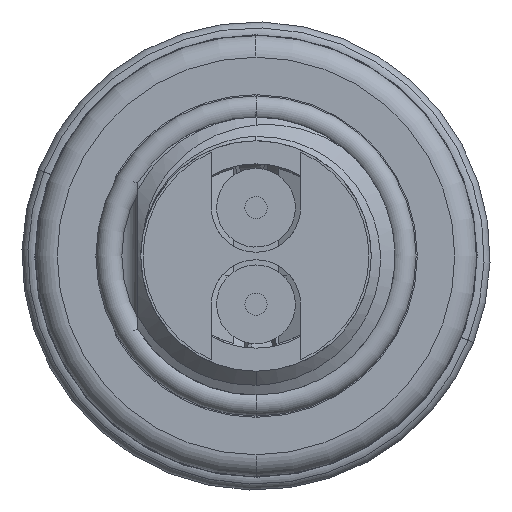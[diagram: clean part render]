
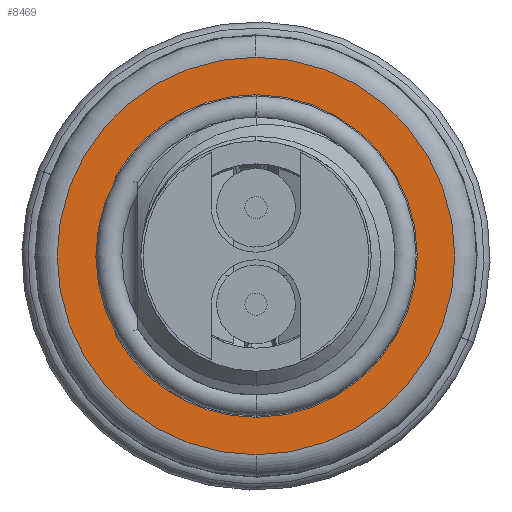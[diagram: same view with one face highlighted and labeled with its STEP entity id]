
A CAD part, front view. The second image highlights one B-rep face of the part: STEP entity #8469.
In plain terms, the highlighted face is planar.
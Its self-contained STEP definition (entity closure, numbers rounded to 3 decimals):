
#275 = CARTESIAN_POINT ( 'NONE',  ( 0., 1.143, 0. ) ) ;
#365 = CARTESIAN_POINT ( 'NONE',  ( 0., 1.143, 0. ) ) ;
#390 = CARTESIAN_POINT ( 'NONE',  ( 0., 1.143, -5.512 ) ) ;
#408 = CARTESIAN_POINT ( 'NONE',  ( 0., 1.143, -6.795 ) ) ;
#483 = CARTESIAN_POINT ( 'NONE',  ( 0., 1.143, 0. ) ) ;
#787 = ORIENTED_EDGE ( 'NONE', *, *, #8338, .T. ) ;
#1157 = LINE ( 'NONE', #12282, #11136 ) ;
#1245 = DIRECTION ( 'NONE',  ( 0., 0., -1. ) ) ;
#1294 = FACE_BOUND ( 'NONE', #7899, .T. ) ;
#1334 = CIRCLE ( 'NONE', #8018, 5.512 ) ;
#1353 = DIRECTION ( 'NONE',  ( 0., 0., -1. ) ) ;
#1478 = DIRECTION ( 'NONE',  ( 0., 0., -1. ) ) ;
#1964 = AXIS2_PLACEMENT_3D ( 'NONE', #7853, #2068, #8814 ) ;
#2043 = ORIENTED_EDGE ( 'NONE', *, *, #3569, .T. ) ;
#2068 = DIRECTION ( 'NONE',  ( 0., -1., 0. ) ) ;
#2192 = VERTEX_POINT ( 'NONE', #10685 ) ;
#2609 = DIRECTION ( 'NONE',  ( 0., 0., 1. ) ) ;
#3031 = CARTESIAN_POINT ( 'NONE',  ( 4.801, 1.143, 2.708 ) ) ;
#3569 = EDGE_CURVE ( 'NONE', #2192, #8995, #7830, .T. ) ;
#3700 = EDGE_LOOP ( 'NONE', ( #6793, #2043 ) ) ;
#3808 = VERTEX_POINT ( 'NONE', #11218 ) ;
#3917 = AXIS2_PLACEMENT_3D ( 'NONE', #365, #7132, #1353 ) ;
#3970 = AXIS2_PLACEMENT_3D ( 'NONE', #483, #7258, #1478 ) ;
#4245 = PLANE ( 'NONE',  #12353 ) ;
#4444 = VERTEX_POINT ( 'NONE', #3031 ) ;
#4462 = DIRECTION ( 'NONE',  ( 0., 1., 0. ) ) ;
#4751 = ORIENTED_EDGE ( 'NONE', *, *, #6709, .T. ) ;
#4817 = CIRCLE ( 'NONE', #3970, 5.512 ) ;
#5227 = DIRECTION ( 'NONE',  ( 0., -1., 0. ) ) ;
#5808 = ORIENTED_EDGE ( 'NONE', *, *, #5907, .T. ) ;
#5907 = EDGE_CURVE ( 'NONE', #8492, #3808, #4817, .T. ) ;
#5970 = EDGE_CURVE ( 'NONE', #8995, #2192, #6477, .T. ) ;
#6477 = CIRCLE ( 'NONE', #7868, 6.795 ) ;
#6709 = EDGE_CURVE ( 'NONE', #10946, #8492, #1334, .T. ) ;
#6793 = ORIENTED_EDGE ( 'NONE', *, *, #5970, .T. ) ;
#7048 = DIRECTION ( 'NONE',  ( 0., -1., 0. ) ) ;
#7132 = DIRECTION ( 'NONE',  ( 0., 1., 0. ) ) ;
#7258 = DIRECTION ( 'NONE',  ( 0., -1., 0. ) ) ;
#7458 = ORIENTED_EDGE ( 'NONE', *, *, #9167, .T. ) ;
#7830 = CIRCLE ( 'NONE', #3917, 6.795 ) ;
#7853 = CARTESIAN_POINT ( 'NONE',  ( 0., 1.143, 0. ) ) ;
#7868 = AXIS2_PLACEMENT_3D ( 'NONE', #10264, #4462, #11228 ) ;
#7899 = EDGE_LOOP ( 'NONE', ( #787, #4751, #5808, #7458 ) ) ;
#7915 = CARTESIAN_POINT ( 'NONE',  ( 0., 1.143, 5.512 ) ) ;
#8018 = AXIS2_PLACEMENT_3D ( 'NONE', #275, #7048, #1245 ) ;
#8338 = EDGE_CURVE ( 'NONE', #4444, #10946, #10835, .T. ) ;
#8469 = ADVANCED_FACE ( 'NONE', ( #8707, #1294 ), #4245, .F. ) ;
#8492 = VERTEX_POINT ( 'NONE', #390 ) ;
#8707 = FACE_OUTER_BOUND ( 'NONE', #3700, .T. ) ;
#8814 = DIRECTION ( 'NONE',  ( 0., 0., -1. ) ) ;
#8995 = VERTEX_POINT ( 'NONE', #408 ) ;
#9167 = EDGE_CURVE ( 'NONE', #3808, #4444, #1157, .T. ) ;
#10264 = CARTESIAN_POINT ( 'NONE',  ( 0., 1.143, 0. ) ) ;
#10685 = CARTESIAN_POINT ( 'NONE',  ( 0., 1.143, 6.795 ) ) ;
#10835 = CIRCLE ( 'NONE', #1964, 5.512 ) ;
#10931 = CARTESIAN_POINT ( 'NONE',  ( -4.75, 1.143, 0. ) ) ;
#10946 = VERTEX_POINT ( 'NONE', #7915 ) ;
#11136 = VECTOR ( 'NONE', #2609, 1000. ) ;
#11218 = CARTESIAN_POINT ( 'NONE',  ( 4.801, 1.143, -2.708 ) ) ;
#11228 = DIRECTION ( 'NONE',  ( 0., 0., -1. ) ) ;
#12004 = DIRECTION ( 'NONE',  ( 0., 0., -1. ) ) ;
#12282 = CARTESIAN_POINT ( 'NONE',  ( 4.801, 1.143, 0. ) ) ;
#12353 = AXIS2_PLACEMENT_3D ( 'NONE', #10931, #5227, #12004 ) ;
